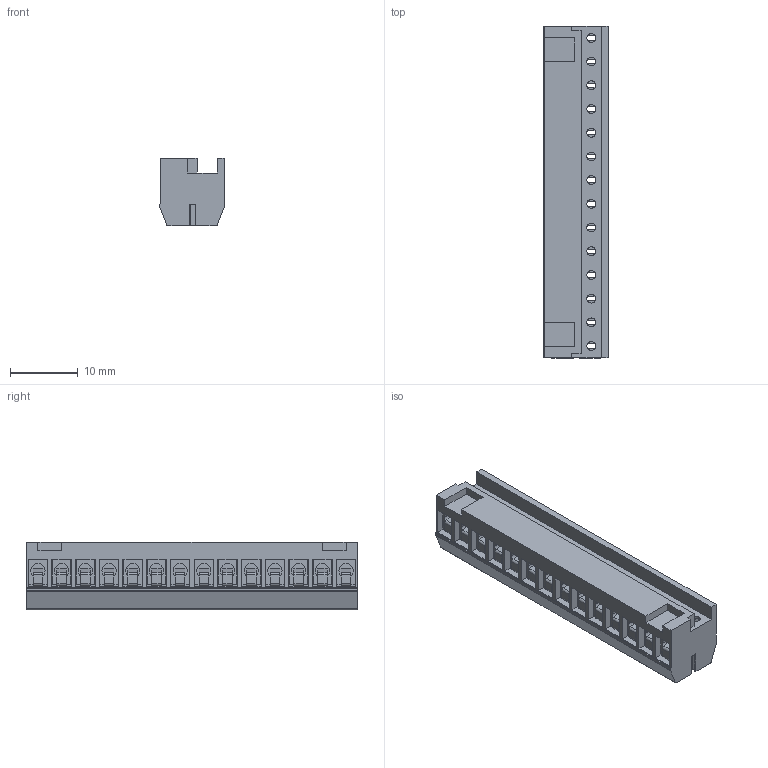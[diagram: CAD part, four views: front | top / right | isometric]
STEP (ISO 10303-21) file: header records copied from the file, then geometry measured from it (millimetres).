
FILE_DESCRIPTION((''),'2;1');
FILE_NAME('0','2024-11-15T14:22:28',('sheji'),(''),'CREO PARAMETRIC BY PTC INC, 2018100','CREO PARAMETRIC BY PTC INC, 2018100','');
FILE_SCHEMA(('CONFIG_CONTROL_DESIGN'));
Length unit declared in the file: millimetre
Products named in the file (1): 0
Bounding box: 9.5 x 49 x 10 mm (x, y, z)
Volume: 3439.1 mm3; surface area: 3793.2 mm2
Topology: 1 solids, 1 shells, 844 faces, 2148 edges, 1334 vertices
Faces by surface type: plane 496, cylinder 208, cone 56, bspline 42, extrusion 42
Entity records: 26428 total; most frequent: CARTESIAN_POINT 6046, ORIENTED_EDGE 4296, DIRECTION 4056, EDGE_CURVE 2148, VECTOR 1480, LINE 1438, VERTEX_POINT 1334, AXIS2_PLACEMENT_3D 1288
